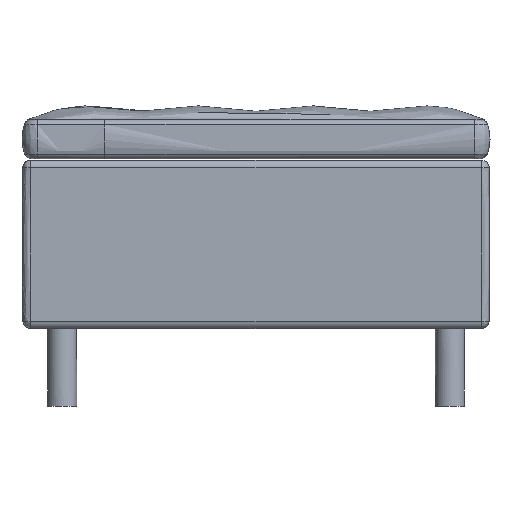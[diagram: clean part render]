
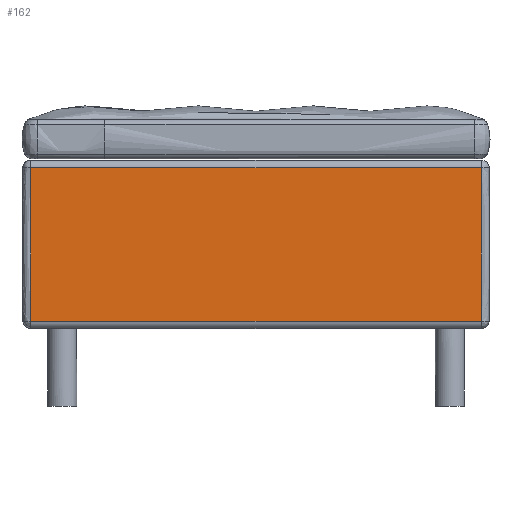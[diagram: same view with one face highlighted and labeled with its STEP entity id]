
A CAD part, front view. The second image highlights one B-rep face of the part: STEP entity #162.
In plain terms, the highlighted cylindrical face has radius 3278.56 mm (diameter 6557.12 mm), a partial arc.
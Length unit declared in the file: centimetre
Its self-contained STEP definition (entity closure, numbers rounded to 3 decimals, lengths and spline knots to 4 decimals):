
#22=CYLINDRICAL_SURFACE('',#1200,327.8562);
#162=ADVANCED_FACE('',(#242),#22,.T.);
#242=FACE_OUTER_BOUND('',#322,.T.);
#322=EDGE_LOOP('',(#525,#526,#527,#528));
#525=ORIENTED_EDGE('',*,*,#752,.F.);
#526=ORIENTED_EDGE('',*,*,#771,.T.);
#527=ORIENTED_EDGE('',*,*,#754,.T.);
#528=ORIENTED_EDGE('',*,*,#795,.T.);
#752=EDGE_CURVE('',#1053,#1054,#894,.T.);
#754=EDGE_CURVE('',#1055,#1056,#896,.T.);
#771=EDGE_CURVE('',#1053,#1055,#912,.T.);
#795=EDGE_CURVE('',#1056,#1054,#929,.T.);
#894=(
BOUNDED_CURVE()
B_SPLINE_CURVE(2,(#4679,#4680,#4681),.UNSPECIFIED.,.F.,.F.)
B_SPLINE_CURVE_WITH_KNOTS((3,3),(-210.6883,-9.6938),
 .UNSPECIFIED.)
CURVE()
GEOMETRIC_REPRESENTATION_ITEM()
RATIONAL_B_SPLINE_CURVE((1.,1.,1.))
REPRESENTATION_ITEM('')
);
#896=(
BOUNDED_CURVE()
B_SPLINE_CURVE(2,(#4702,#4703,#4704),.UNSPECIFIED.,.F.,.F.)
B_SPLINE_CURVE_WITH_KNOTS((3,3),(-210.6883,-9.6938),
 .UNSPECIFIED.)
CURVE()
GEOMETRIC_REPRESENTATION_ITEM()
RATIONAL_B_SPLINE_CURVE((1.,1.,1.))
REPRESENTATION_ITEM('')
);
#912=(
BOUNDED_CURVE()
B_SPLINE_CURVE(1,(#4895,#4896),.UNSPECIFIED.,.F.,.F.)
B_SPLINE_CURVE_WITH_KNOTS((2,2),(0.,590.),.UNSPECIFIED.)
CURVE()
GEOMETRIC_REPRESENTATION_ITEM()
RATIONAL_B_SPLINE_CURVE((1.,1.))
REPRESENTATION_ITEM('')
);
#929=(
BOUNDED_CURVE()
B_SPLINE_CURVE(1,(#5204,#5205),.UNSPECIFIED.,.F.,.F.)
B_SPLINE_CURVE_WITH_KNOTS((2,2),(-590.,0.),
 .UNSPECIFIED.)
CURVE()
GEOMETRIC_REPRESENTATION_ITEM()
RATIONAL_B_SPLINE_CURVE((1.,1.))
REPRESENTATION_ITEM('')
);
#1053=VERTEX_POINT('',#4556);
#1054=VERTEX_POINT('',#4557);
#1055=VERTEX_POINT('',#4558);
#1056=VERTEX_POINT('',#4559);
#1200=AXIS2_PLACEMENT_3D('',#3301,#1240,$);
#1240=DIRECTION('',(-1.,0.,0.));
#3301=CARTESIAN_POINT('',(0.,326.6892,11.45));
#4556=CARTESIAN_POINT('',(29.5,-1.026,21.066));
#4557=CARTESIAN_POINT('',(29.5,-0.9995,0.968));
#4558=CARTESIAN_POINT('',(-29.5,-1.026,21.066));
#4559=CARTESIAN_POINT('',(-29.5,-0.9995,0.968));
#4679=CARTESIAN_POINT('',(29.5,-1.026,21.066));
#4680=CARTESIAN_POINT('',(29.5,-1.3209,11.0166));
#4681=CARTESIAN_POINT('',(29.5,-0.9995,0.968));
#4702=CARTESIAN_POINT('',(-29.5,-1.026,21.066));
#4703=CARTESIAN_POINT('',(-29.5,-1.3209,11.0166));
#4704=CARTESIAN_POINT('',(-29.5,-0.9995,0.968));
#4895=CARTESIAN_POINT('',(29.5,-1.026,21.066));
#4896=CARTESIAN_POINT('',(-29.5,-1.026,21.066));
#5204=CARTESIAN_POINT('',(-29.5,-0.9995,0.968));
#5205=CARTESIAN_POINT('',(29.5,-0.9995,0.968));
